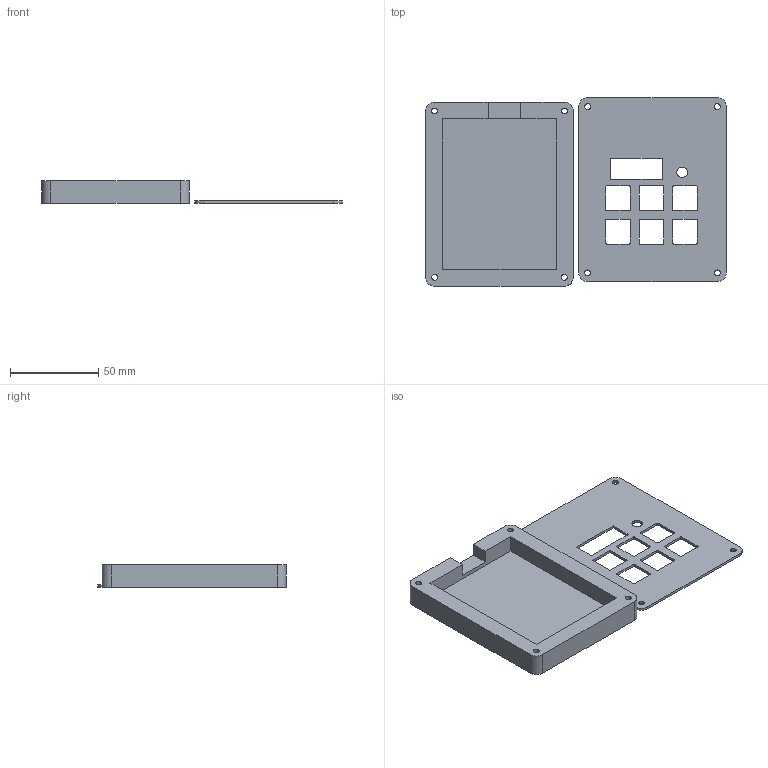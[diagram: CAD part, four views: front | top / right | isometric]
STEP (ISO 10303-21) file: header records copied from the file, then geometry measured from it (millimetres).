
FILE_DESCRIPTION(/* description */ (''),/* implementation_level */ '2;1');
FILE_NAME(/* name */ 'Macropad case.step',/* time_stamp */ '2025-12-18T21:50:47-06:00',/* author */ (''),/* organization */ (''),/* preprocessor_version */ 'ST-DEVELOPER v20.1',/* originating_system */ 'Autodesk Translation Framework v14.21.0.0',/* authorisation */ '');
FILE_SCHEMA (('AUTOMOTIVE_DESIGN { 1 0 10303 214 3 1 1 }'));
Length unit declared in the file: millimetre
Products named in the file (3): Untitled; Om's Macropad; Untitled_1
Assembly tree (1 placements, depth 2):
  Untitled
  Om's Macropad
    Untitled_1
Bounding box: 170.47 x 106.93 x 13 mm (x, y, z)
Volume: 66685.6 mm3; surface area: 41172.3 mm2
Topology: 2 solids, 2 shells, 656 faces, 1827 edges, 1218 vertices
Faces by surface type: bspline 383, plane 228, cylinder 45
Full cylindrical faces by diameter (mm): 3.4 x8, 6 x5
Entity records: 24629 total; most frequent: CARTESIAN_POINT 10217, ORIENTED_EDGE 3654, EDGE_CURVE 1827, DIRECTION 1707, VERTEX_POINT 1218, LINE 971, VECTOR 971, B_SPLINE_CURVE_WITH_KNOTS 766
